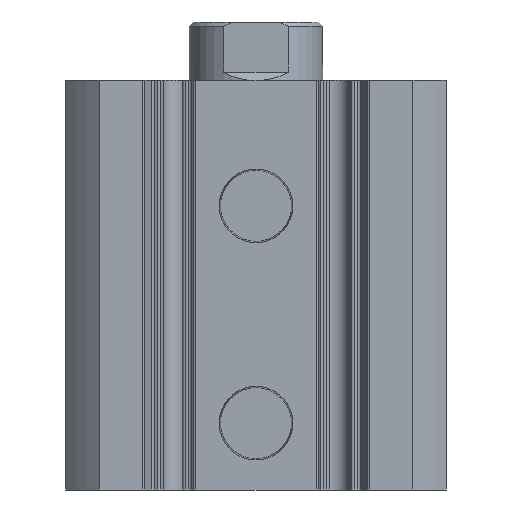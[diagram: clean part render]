
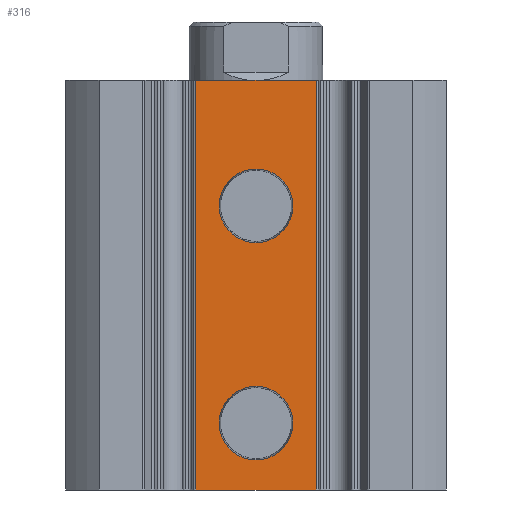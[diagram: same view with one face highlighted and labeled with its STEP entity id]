
A CAD part, left-side view. The second image highlights one B-rep face of the part: STEP entity #316.
In plain terms, the highlighted planar face has unit normal (-1, 0, 0).
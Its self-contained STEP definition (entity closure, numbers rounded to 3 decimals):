
#316 = ADVANCED_FACE( '', ( #698, #699, #700 ), #701, .T. );
#698 = FACE_BOUND( '', #1185, .T. );
#699 = FACE_BOUND( '', #1186, .T. );
#700 = FACE_OUTER_BOUND( '', #1187, .T. );
#701 = PLANE( '', #1188 );
#1185 = EDGE_LOOP( '', ( #2635 ) );
#1186 = EDGE_LOOP( '', ( #2636 ) );
#1187 = EDGE_LOOP( '', ( #2637, #2638, #2639, #2640 ) );
#1188 = AXIS2_PLACEMENT_3D( '', #2641, #2642, #2643 );
#2635 = ORIENTED_EDGE( '', *, *, #3435, .T. );
#2636 = ORIENTED_EDGE( '', *, *, #3436, .T. );
#2637 = ORIENTED_EDGE( '', *, *, #3173, .F. );
#2638 = ORIENTED_EDGE( '', *, *, #3437, .F. );
#2639 = ORIENTED_EDGE( '', *, *, #3168, .T. );
#2640 = ORIENTED_EDGE( '', *, *, #3434, .T. );
#2641 = CARTESIAN_POINT( '', ( -25.25, 7.229, -49. ) );
#2642 = DIRECTION( '', ( -1., 0., 0. ) );
#2643 = DIRECTION( '', ( 0., 0., 1. ) );
#3168 = EDGE_CURVE( '', #3586, #3846, #3848, .T. );
#3173 = EDGE_CURVE( '', #3856, #3858, #3859, .T. );
#3434 = EDGE_CURVE( '', #3846, #3858, #4249, .T. );
#3435 = EDGE_CURVE( '', #4250, #4250, #4251, .T. );
#3436 = EDGE_CURVE( '', #4252, #4252, #4253, .T. );
#3437 = EDGE_CURVE( '', #3586, #3856, #4254, .T. );
#3586 = VERTEX_POINT( '', #4452 );
#3846 = VERTEX_POINT( '', #4777 );
#3848 = LINE( '', #4779, #4780 );
#3856 = VERTEX_POINT( '', #4788 );
#3858 = VERTEX_POINT( '', #4790 );
#3859 = LINE( '', #4791, #4792 );
#4249 = LINE( '', #5377, #5378 );
#4250 = VERTEX_POINT( '', #5379 );
#4251 = CIRCLE( '', #5380, 4.408 );
#4252 = VERTEX_POINT( '', #5381 );
#4253 = CIRCLE( '', #5382, 4.408 );
#4254 = LINE( '', #5383, #5384 );
#4452 = CARTESIAN_POINT( '', ( -25.25, 7.229, -49. ) );
#4777 = CARTESIAN_POINT( '', ( -25.25, -7.229, -49. ) );
#4779 = CARTESIAN_POINT( '', ( -25.25, 7.229, -49. ) );
#4780 = VECTOR( '', #5905, 1000. );
#4788 = CARTESIAN_POINT( '', ( -25.25, 7.229, 0. ) );
#4790 = CARTESIAN_POINT( '', ( -25.25, -7.229, 0. ) );
#4791 = CARTESIAN_POINT( '', ( -25.25, 7.229, 0. ) );
#4792 = VECTOR( '', #5918, 1000. );
#5377 = CARTESIAN_POINT( '', ( -25.25, -7.229, -49. ) );
#5378 = VECTOR( '', #6309, 1000. );
#5379 = CARTESIAN_POINT( '', ( -25.25, 0., -45.408 ) );
#5380 = AXIS2_PLACEMENT_3D( '', #6310, #6311, #6312 );
#5381 = CARTESIAN_POINT( '', ( -25.25, 0., -19.408 ) );
#5382 = AXIS2_PLACEMENT_3D( '', #6313, #6314, #6315 );
#5383 = CARTESIAN_POINT( '', ( -25.25, 7.229, -49. ) );
#5384 = VECTOR( '', #6316, 1000. );
#5905 = DIRECTION( '', ( 0., -1., 0. ) );
#5918 = DIRECTION( '', ( 0., -1., 0. ) );
#6309 = DIRECTION( '', ( 0., 0., 1. ) );
#6310 = CARTESIAN_POINT( '', ( -25.25, 0., -41. ) );
#6311 = DIRECTION( '', ( 1., 0., 0. ) );
#6312 = DIRECTION( '', ( 0., 0., -1. ) );
#6313 = CARTESIAN_POINT( '', ( -25.25, 0., -15. ) );
#6314 = DIRECTION( '', ( 1., 0., 0. ) );
#6315 = DIRECTION( '', ( 0., 0., -1. ) );
#6316 = DIRECTION( '', ( 0., 0., 1. ) );
